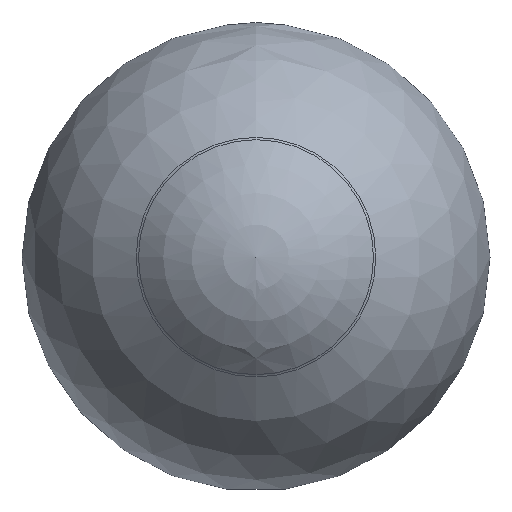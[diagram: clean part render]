
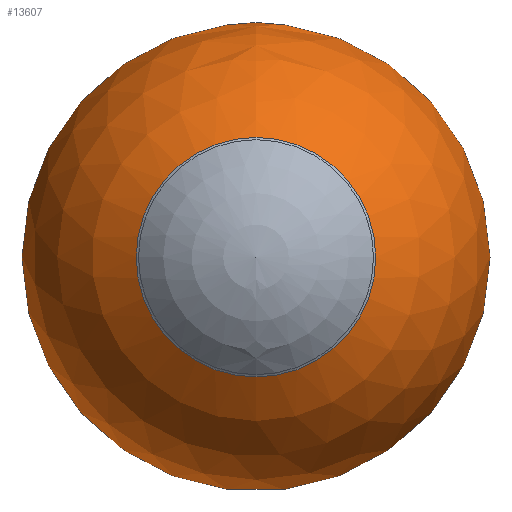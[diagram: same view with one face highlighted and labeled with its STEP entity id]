
A CAD part, left-side view. The second image highlights one B-rep face of the part: STEP entity #13607.
In plain terms, the highlighted spherical face has radius 11.5 mm.
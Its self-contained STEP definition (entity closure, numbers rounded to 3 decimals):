
#13607 = ADVANCED_FACE('',(#13608,#13643),#13654,.T.);
#13608 = FACE_BOUND('',#13609,.T.);
#13609 = EDGE_LOOP('',(#13610,#13621,#13635,#13636));
#13610 = ORIENTED_EDGE('',*,*,#13611,.T.);
#13611 = EDGE_CURVE('',#13612,#13614,#13616,.T.);
#13612 = VERTEX_POINT('',#13613);
#13613 = CARTESIAN_POINT('',(-9.893,0.,-5.864));
#13614 = VERTEX_POINT('',#13615);
#13615 = CARTESIAN_POINT('',(-9.893,0.,5.864));
#13616 = CIRCLE('',#13617,5.864);
#13617 = AXIS2_PLACEMENT_3D('',#13618,#13619,#13620);
#13618 = CARTESIAN_POINT('',(-9.893,0.,0.));
#13619 = DIRECTION('',(1.,0.,-0.));
#13620 = DIRECTION('',(-0.,0.,-1.));
#13621 = ORIENTED_EDGE('',*,*,#13622,.F.);
#13622 = EDGE_CURVE('',#13623,#13614,#13625,.T.);
#13623 = VERTEX_POINT('',#13624);
#13624 = CARTESIAN_POINT('',(11.5,0.,0.));
#13625 = B_SPLINE_CURVE_WITH_KNOTS('',8,(#13626,#13627,#13628,#13629,
    #13630,#13631,#13632,#13633,#13634),.UNSPECIFIED.,.F.,.F.,(9,9),(
    -1.571,1.036),.PIECEWISE_BEZIER_KNOTS.);
#13626 = CARTESIAN_POINT('',(11.5,0.,0.)
  );
#13627 = CARTESIAN_POINT('',(11.5,0.,3.747));
#13628 = CARTESIAN_POINT('',(10.105,0.,
    7.494));
#13629 = CARTESIAN_POINT('',(7.315,0.,
    10.634));
#13630 = CARTESIAN_POINT('',(3.444,0.,
    12.564));
#13631 = CARTESIAN_POINT('',(-0.87,0.,
    12.878));
#13632 = CARTESIAN_POINT('',(-4.871,0.,
    11.599));
#13633 = CARTESIAN_POINT('',(-7.982,0.,
    9.087));
#13634 = CARTESIAN_POINT('',(-9.893,0.,
    5.864));
#13635 = ORIENTED_EDGE('',*,*,#13622,.T.);
#13636 = ORIENTED_EDGE('',*,*,#13637,.T.);
#13637 = EDGE_CURVE('',#13614,#13612,#13638,.T.);
#13638 = CIRCLE('',#13639,5.864);
#13639 = AXIS2_PLACEMENT_3D('',#13640,#13641,#13642);
#13640 = CARTESIAN_POINT('',(-9.893,0.,0.));
#13641 = DIRECTION('',(1.,0.,-0.));
#13642 = DIRECTION('',(-0.,0.,-1.));
#13643 = FACE_BOUND('',#13644,.T.);
#13644 = EDGE_LOOP('',(#13645));
#13645 = ORIENTED_EDGE('',*,*,#13646,.T.);
#13646 = EDGE_CURVE('',#13647,#13647,#13649,.T.);
#13647 = VERTEX_POINT('',#13648);
#13648 = CARTESIAN_POINT('',(11.435,0.,-1.225));
#13649 = CIRCLE('',#13650,2.76);
#13650 = AXIS2_PLACEMENT_3D('',#13651,#13652,#13653);
#13651 = CARTESIAN_POINT('',(10.491,0.,-3.818));
#13652 = DIRECTION('',(-0.94,-0.,0.342));
#13653 = DIRECTION('',(0.342,0.,0.94));
#13654 = SPHERICAL_SURFACE('',#13655,11.5);
#13655 = AXIS2_PLACEMENT_3D('',#13656,#13657,#13658);
#13656 = CARTESIAN_POINT('',(0.,0.,0.));
#13657 = DIRECTION('',(-1.,-0.,-0.));
#13658 = DIRECTION('',(-0.,0.,1.));
